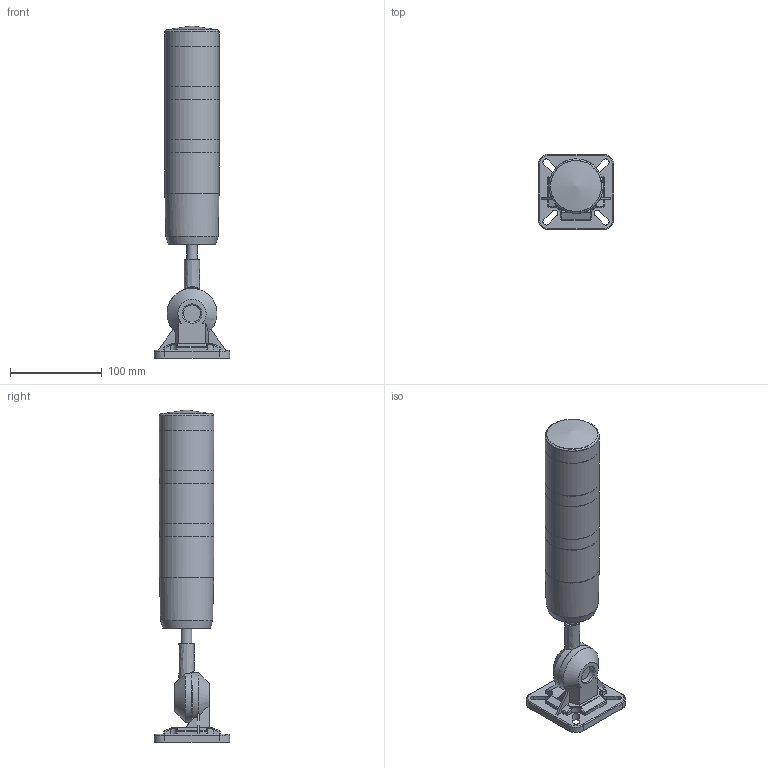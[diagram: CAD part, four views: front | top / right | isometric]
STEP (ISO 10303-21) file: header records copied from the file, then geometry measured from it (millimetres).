
FILE_DESCRIPTION(('FreeCAD Model'),'2;1');
FILE_NAME('Open CASCADE Shape Model','2025-05-07T18:01:47',('FreeCAD'),( 'FreeCAD'),'Open CASCADE STEP processor 7.6','FreeCAD','Unknown');
FILE_SCHEMA(('AUTOMOTIVE_DESIGN { 1 0 10303 214 1 1 1 1 }'));
Products named in the file (1): Open CASCADE STEP translator 7.6 1
Bounding box: 82.82 x 82.82 x 362.04 mm (x, y, z)
Volume: 154166.5 mm3; surface area: 138877.2 mm2
Topology: 10 solids, 10 shells, 431 faces, 1130 edges, 732 vertices
Faces by surface type: bspline 431
Entity records: 54613 total; most frequent: CARTESIAN_POINT 47970, ORIENTED_EDGE 2256, EDGE_CURVE 1122, B_SPLINE_CURVE_WITH_KNOTS 763, VERTEX_POINT 732, FACE_BOUND 527, EDGE_LOOP 527, ADVANCED_FACE 431
